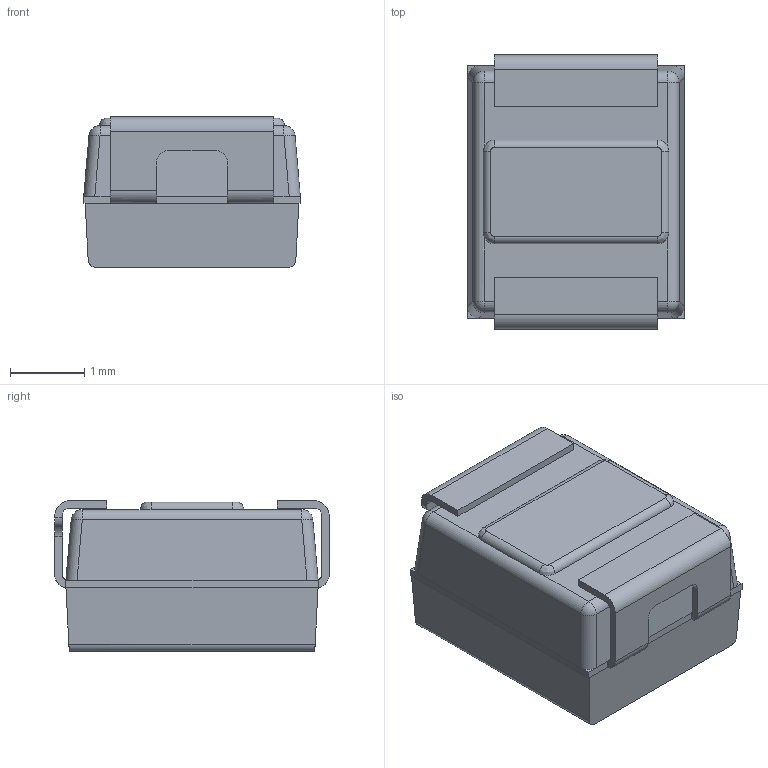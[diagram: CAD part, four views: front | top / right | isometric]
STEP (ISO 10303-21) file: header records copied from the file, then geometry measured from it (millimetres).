
FILE_DESCRIPTION((''),'2;1');
FILE_NAME('TPSB106M020R1000.stp','2007-11-01T13:28:45',('matousekr'),(''),'Autodesk Inventor 11','Autodesk Inventor 11','');
FILE_SCHEMA(('AUTOMOTIVE_DESIGN { 1 0 10303 214 1 1 1 1 }'));
Length unit declared in the file: millimetre
Products named in the file (1): CAP_B126_ORIG
Bounding box: 2.93 x 3.7 x 2.03 mm (x, y, z)
Volume: 19 mm3; surface area: 55.5 mm2
Topology: 1 solids, 1 shells, 103 faces, 396 edges, 301 vertices
Faces by surface type: plane 55, cylinder 34, bspline 10, sphere 4
Entity records: 6246 total; most frequent: CARTESIAN_POINT 2791, ORIENTED_EDGE 784, DIRECTION 657, EDGE_CURVE 392, VERTEX_POINT 301, VECTOR 275, LINE 275, AXIS2_PLACEMENT_3D 191
